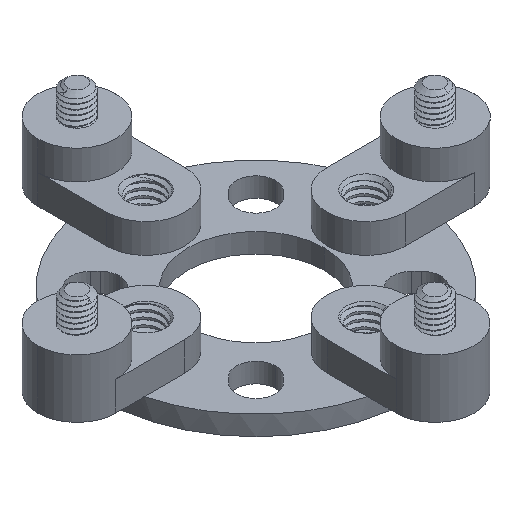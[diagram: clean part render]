
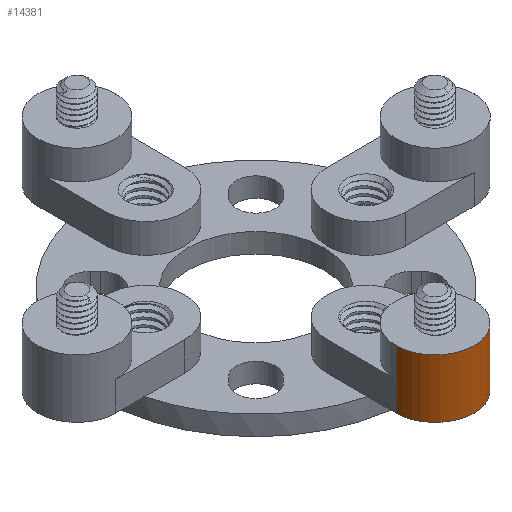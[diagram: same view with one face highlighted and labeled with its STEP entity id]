
A CAD part, isometric view. The second image highlights one B-rep face of the part: STEP entity #14381.
In plain terms, the highlighted cylindrical face has radius 4 mm (diameter 8 mm), a partial arc.
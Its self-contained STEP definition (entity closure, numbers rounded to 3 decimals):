
#166 = DIRECTION ( 'NONE',  ( 0., 0., -1. ) ) ;
#1260 = EDGE_CURVE ( 'NONE', #18890, #15430, #9539, .T. ) ;
#1296 = CARTESIAN_POINT ( 'NONE',  ( 4., -18.385, 3. ) ) ;
#1762 = ORIENTED_EDGE ( 'NONE', *, *, #1260, .T. ) ;
#2190 = CARTESIAN_POINT ( 'NONE',  ( 4., -18.385, 0. ) ) ;
#2926 = EDGE_CURVE ( 'NONE', #21477, #10174, #14235, .T. ) ;
#3996 = CARTESIAN_POINT ( 'NONE',  ( 4., -18.385, 3. ) ) ;
#4213 = CARTESIAN_POINT ( 'NONE',  ( -4., -18.385, 0. ) ) ;
#4501 = DIRECTION ( 'NONE',  ( 0., 0., -1. ) ) ;
#4680 = CYLINDRICAL_SURFACE ( 'NONE', #10850, 4. ) ;
#5779 = VERTEX_POINT ( 'NONE', #2190 ) ;
#5791 = EDGE_CURVE ( 'NONE', #17790, #18890, #10110, .T. ) ;
#5829 = DIRECTION ( 'NONE',  ( 0., 1., 0. ) ) ;
#5893 = VECTOR ( 'NONE', #4501, 1000. ) ;
#6273 = CIRCLE ( 'NONE', #15323, 4. ) ;
#6334 = ORIENTED_EDGE ( 'NONE', *, *, #7094, .T. ) ;
#7094 = EDGE_CURVE ( 'NONE', #15430, #5779, #15599, .T. ) ;
#8339 = DIRECTION ( 'NONE',  ( 0., 0., 1. ) ) ;
#9018 = ORIENTED_EDGE ( 'NONE', *, *, #2926, .F. ) ;
#9539 = LINE ( 'NONE', #16295, #14232 ) ;
#9644 = EDGE_LOOP ( 'NONE', ( #9018, #21028, #12366, #1762, #6334, #11472 ) ) ;
#9904 = CARTESIAN_POINT ( 'NONE',  ( 4., -18.385, 6. ) ) ;
#10110 = LINE ( 'NONE', #16897, #12991 ) ;
#10174 = VERTEX_POINT ( 'NONE', #3996 ) ;
#10310 = DIRECTION ( 'NONE',  ( 0., 0., -1. ) ) ;
#10827 = DIRECTION ( 'NONE',  ( -1., 0., 0. ) ) ;
#10850 = AXIS2_PLACEMENT_3D ( 'NONE', #14259, #14184, #10827 ) ;
#11472 = ORIENTED_EDGE ( 'NONE', *, *, #15642, .F. ) ;
#11874 = EDGE_CURVE ( 'NONE', #17790, #21477, #6273, .T. ) ;
#12366 = ORIENTED_EDGE ( 'NONE', *, *, #5791, .T. ) ;
#12394 = AXIS2_PLACEMENT_3D ( 'NONE', #18407, #8339, #20089 ) ;
#12938 = DIRECTION ( 'NONE',  ( 0., 0., -1. ) ) ;
#12991 = VECTOR ( 'NONE', #10310, 1000. ) ;
#13739 = CARTESIAN_POINT ( 'NONE',  ( 0., -18.385, 6. ) ) ;
#14184 = DIRECTION ( 'NONE',  ( 0., 0., -1. ) ) ;
#14232 = VECTOR ( 'NONE', #12938, 1000. ) ;
#14235 = LINE ( 'NONE', #18406, #16878 ) ;
#14259 = CARTESIAN_POINT ( 'NONE',  ( 0., -18.385, 3. ) ) ;
#14381 = ADVANCED_FACE ( 'NONE', ( #21210 ), #4680, .T. ) ;
#15323 = AXIS2_PLACEMENT_3D ( 'NONE', #13739, #18818, #5829 ) ;
#15430 = VERTEX_POINT ( 'NONE', #4213 ) ;
#15599 = CIRCLE ( 'NONE', #12394, 4. ) ;
#15642 = EDGE_CURVE ( 'NONE', #10174, #5779, #20337, .T. ) ;
#16295 = CARTESIAN_POINT ( 'NONE',  ( -4., -18.385, 3. ) ) ;
#16745 = CARTESIAN_POINT ( 'NONE',  ( -4., -18.385, 3. ) ) ;
#16878 = VECTOR ( 'NONE', #166, 1000. ) ;
#16897 = CARTESIAN_POINT ( 'NONE',  ( -4., -18.385, 3. ) ) ;
#17761 = CARTESIAN_POINT ( 'NONE',  ( -4., -18.385, 6. ) ) ;
#17790 = VERTEX_POINT ( 'NONE', #17761 ) ;
#18406 = CARTESIAN_POINT ( 'NONE',  ( 4., -18.385, 3. ) ) ;
#18407 = CARTESIAN_POINT ( 'NONE',  ( 0., -18.385, 0. ) ) ;
#18818 = DIRECTION ( 'NONE',  ( 0., 0., 1. ) ) ;
#18890 = VERTEX_POINT ( 'NONE', #16745 ) ;
#20089 = DIRECTION ( 'NONE',  ( 1., 0., 0. ) ) ;
#20337 = LINE ( 'NONE', #1296, #5893 ) ;
#21028 = ORIENTED_EDGE ( 'NONE', *, *, #11874, .F. ) ;
#21210 = FACE_OUTER_BOUND ( 'NONE', #9644, .T. ) ;
#21477 = VERTEX_POINT ( 'NONE', #9904 ) ;
